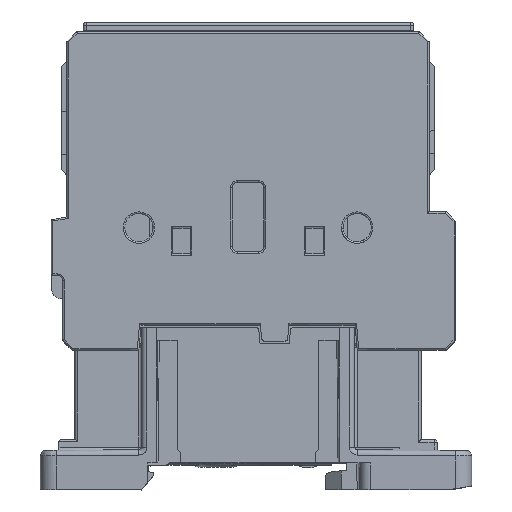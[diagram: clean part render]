
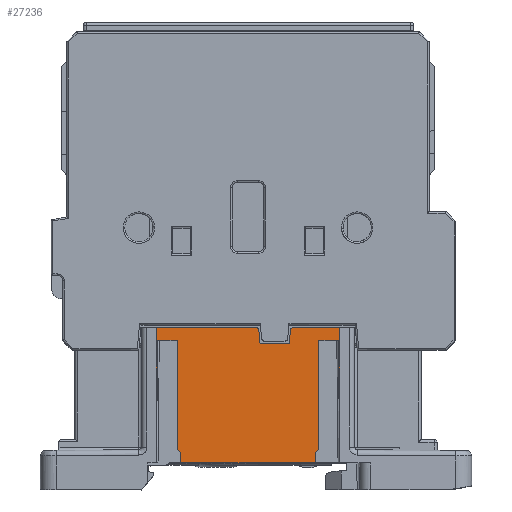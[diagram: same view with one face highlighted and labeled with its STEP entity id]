
A CAD part, top view. The second image highlights one B-rep face of the part: STEP entity #27236.
In plain terms, the highlighted planar face has unit normal (0, -0.009, 1).
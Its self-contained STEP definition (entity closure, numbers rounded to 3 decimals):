
#1183=DIRECTION('',(1.,0.,0.));
#1184=VECTOR('',#1183,25.203);
#1185=CARTESIAN_POINT('',(-33.28,0.682,
22.279));
#1186=LINE('',#1185,#1184);
#5947=CARTESIAN_POINT('',(-18.639,25.625,22.496));
#5948=CARTESIAN_POINT('',(-18.644,25.69,22.497));
#5949=CARTESIAN_POINT('',(-18.678,25.807,22.498));
#5950=CARTESIAN_POINT('',(-18.791,25.959,22.499));
#5951=CARTESIAN_POINT('',(-18.953,26.059,22.5));
#5952=CARTESIAN_POINT('',(-19.072,26.082,22.5));
#5953=CARTESIAN_POINT('',(-19.137,26.082,22.5));
#5981=DIRECTION('',(1.,0.,0.));
#5982=VECTOR('',#5981,18.734);
#5983=CARTESIAN_POINT('',(-37.87,26.082,22.5));
#5984=LINE('',#5983,#5982);
#5988=DIRECTION('',(0.087,-0.996,-0.009));
#5989=VECTOR('',#5988,2.553);
#5990=CARTESIAN_POINT('',(-18.639,25.625,22.496));
#5991=LINE('',#5990,#5989);
#5995=DIRECTION('',(0.087,0.996,0.009));
#5996=VECTOR('',#5995,2.554);
#5997=CARTESIAN_POINT('',(-12.941,23.082,22.474));
#5998=LINE('',#5997,#5996);
#6002=DIRECTION('',(1.,0.,0.));
#6003=VECTOR('',#6002,8.734);
#6004=CARTESIAN_POINT('',(-12.22,26.082,22.5));
#6005=LINE('',#6004,#6003);
#6009=DIRECTION('',(0.,-1.,-0.009));
#6010=VECTOR('',#6009,23.456);
#6011=CARTESIAN_POINT('',(-3.487,26.082,22.5));
#6012=LINE('',#6011,#6010);
#6016=DIRECTION('',(-0.01,1.,0.009));
#6017=VECTOR('',#6016,21.057);
#6018=CARTESIAN_POINT('',(-3.488,2.627,22.295));
#6019=LINE('',#6018,#6017);
#6023=DIRECTION('',(-0.707,-0.708,-0.006));
#6024=VECTOR('',#6023,0.856);
#6025=CARTESIAN_POINT('',(-7.468,3.192,22.3));
#6026=LINE('',#6025,#6024);
#6030=DIRECTION('',(-0.707,0.708,0.006));
#6031=VECTOR('',#6030,0.856);
#6032=CARTESIAN_POINT('',(-33.284,2.586,22.295));
#6033=LINE('',#6032,#6031);
#6037=DIRECTION('',(-0.01,-1.,-0.009));
#6038=VECTOR('',#6037,21.057);
#6039=CARTESIAN_POINT('',(-37.656,23.682,22.479));
#6040=LINE('',#6039,#6038);
#6070=DIRECTION('',(0.,-1.,-0.009));
#6071=VECTOR('',#6070,23.456);
#6072=CARTESIAN_POINT('',(-37.87,26.082,22.5));
#6073=LINE('',#6072,#6071);
#6147=DIRECTION('',(1.,0.,0.));
#6148=VECTOR('',#6147,3.678);
#6149=CARTESIAN_POINT('',(-37.656,23.682,22.479));
#6150=LINE('',#6149,#6148);
#6175=DIRECTION('',(0.004,-1.,-0.009));
#6176=VECTOR('',#6175,20.49);
#6177=CARTESIAN_POINT('',(-33.979,23.682,22.479));
#6178=LINE('',#6177,#6176);
#6196=CARTESIAN_POINT('',(-33.284,2.586,22.295));
#6197=CARTESIAN_POINT('',(-33.283,2.374,22.293));
#6198=CARTESIAN_POINT('',(-33.285,1.952,22.289));
#6199=CARTESIAN_POINT('',(-33.28,1.316,22.284));
#6200=CARTESIAN_POINT('',(-33.281,0.893,
22.281));
#6201=CARTESIAN_POINT('',(-33.28,0.682,
22.279));
#13693=DIRECTION('',(1.,0.,0.));
#13694=VECTOR('',#13693,3.678);
#13695=CARTESIAN_POINT('',(-7.379,23.682,
22.479));
#13696=LINE('',#13695,#13694);
#13742=CARTESIAN_POINT('',(-8.077,0.682,
22.279));
#13743=CARTESIAN_POINT('',(-8.076,0.893,
22.281));
#13744=CARTESIAN_POINT('',(-8.077,1.316,
22.284));
#13745=CARTESIAN_POINT('',(-8.072,1.952,
22.289));
#13746=CARTESIAN_POINT('',(-8.074,2.374,
22.293));
#13747=CARTESIAN_POINT('',(-8.073,2.586,
22.295));
#13794=DIRECTION('',(0.004,1.,0.009));
#13795=VECTOR('',#13794,20.49);
#13796=CARTESIAN_POINT('',(-7.468,3.192,
22.3));
#13797=LINE('',#13796,#13795);
#13836=CARTESIAN_POINT('',(-12.22,26.082,
22.5));
#13837=CARTESIAN_POINT('',(-12.285,26.082,
22.5));
#13838=CARTESIAN_POINT('',(-12.405,26.059,
22.5));
#13839=CARTESIAN_POINT('',(-12.566,25.959,
22.499));
#13840=CARTESIAN_POINT('',(-12.679,25.807,
22.498));
#13841=CARTESIAN_POINT('',(-12.713,25.69,
22.497));
#13842=CARTESIAN_POINT('',(-12.719,25.626,
22.496));
#13868=DIRECTION('',(-1.,0.,0.));
#13869=VECTOR('',#13868,5.475);
#13870=CARTESIAN_POINT('',(-12.941,23.082,
22.474));
#13871=LINE('',#13870,#13869);
#19366=CARTESIAN_POINT('',(-33.28,0.682,
22.279));
#19367=VERTEX_POINT('',#19366);
#19368=CARTESIAN_POINT('',(-8.077,0.682,
22.279));
#19369=VERTEX_POINT('',#19368);
#20219=CARTESIAN_POINT('',(-19.137,26.082,
22.5));
#20220=VERTEX_POINT('',#20219);
#20221=CARTESIAN_POINT('',(-37.87,26.082,
22.5));
#20222=VERTEX_POINT('',#20221);
#20225=VERTEX_POINT('',#5947);
#20226=CARTESIAN_POINT('',(-37.869,2.627,
22.295));
#20227=VERTEX_POINT('',#20226);
#20228=CARTESIAN_POINT('',(-18.416,23.082,
22.474));
#20229=VERTEX_POINT('',#20228);
#20230=CARTESIAN_POINT('',(-12.941,23.082,
22.474));
#20231=VERTEX_POINT('',#20230);
#20232=CARTESIAN_POINT('',(-12.719,25.626,
22.496));
#20233=VERTEX_POINT('',#20232);
#20234=VERTEX_POINT('',#13836);
#20235=CARTESIAN_POINT('',(-3.487,26.082,
22.5));
#20236=VERTEX_POINT('',#20235);
#20237=CARTESIAN_POINT('',(-3.488,2.627,
22.295));
#20238=VERTEX_POINT('',#20237);
#20239=CARTESIAN_POINT('',(-3.701,23.682,
22.479));
#20240=VERTEX_POINT('',#20239);
#20241=CARTESIAN_POINT('',(-7.379,23.682,
22.479));
#20242=VERTEX_POINT('',#20241);
#20243=CARTESIAN_POINT('',(-7.468,3.192,
22.3));
#20244=VERTEX_POINT('',#20243);
#20245=CARTESIAN_POINT('',(-8.073,2.586,
22.295));
#20246=VERTEX_POINT('',#20245);
#20247=VERTEX_POINT('',#6196);
#20248=CARTESIAN_POINT('',(-33.889,3.192,
22.3));
#20249=VERTEX_POINT('',#20248);
#20250=CARTESIAN_POINT('',(-33.979,23.682,
22.479));
#20251=VERTEX_POINT('',#20250);
#20252=CARTESIAN_POINT('',(-37.656,23.682,
22.479));
#20253=VERTEX_POINT('',#20252);
#27192=CARTESIAN_POINT('',(-20.679,13.382,
22.389));
#27193=DIRECTION('',(0.,-0.009,1.));
#27194=DIRECTION('',(0.,-1.,-0.009));
#27195=AXIS2_PLACEMENT_3D('',#27192,#27193,#27194);
#27196=PLANE('',#27195);
#27198=ORIENTED_EDGE('',*,*,#27197,.F.);
#27199=ORIENTED_EDGE('',*,*,#27155,.T.);
#27200=ORIENTED_EDGE('',*,*,#27176,.F.);
#27202=ORIENTED_EDGE('',*,*,#27201,.T.);
#27204=ORIENTED_EDGE('',*,*,#27203,.F.);
#27206=ORIENTED_EDGE('',*,*,#27205,.T.);
#27208=ORIENTED_EDGE('',*,*,#27207,.F.);
#27210=ORIENTED_EDGE('',*,*,#27209,.T.);
#27212=ORIENTED_EDGE('',*,*,#27211,.T.);
#27214=ORIENTED_EDGE('',*,*,#27213,.T.);
#27216=ORIENTED_EDGE('',*,*,#27215,.F.);
#27218=ORIENTED_EDGE('',*,*,#27217,.F.);
#27220=ORIENTED_EDGE('',*,*,#27219,.T.);
#27222=ORIENTED_EDGE('',*,*,#27221,.F.);
#27223=ORIENTED_EDGE('',*,*,#22307,.F.);
#27225=ORIENTED_EDGE('',*,*,#27224,.F.);
#27227=ORIENTED_EDGE('',*,*,#27226,.T.);
#27229=ORIENTED_EDGE('',*,*,#27228,.F.);
#27231=ORIENTED_EDGE('',*,*,#27230,.F.);
#27233=ORIENTED_EDGE('',*,*,#27232,.T.);
#27234=EDGE_LOOP('',(#27198,#27199,#27200,#27202,#27204,#27206,#27208,#27210,
#27212,#27214,#27216,#27218,#27220,#27222,#27223,#27225,#27227,#27229,#27231,
#27233));
#27235=FACE_OUTER_BOUND('',#27234,.F.);
#5954=B_SPLINE_CURVE_WITH_KNOTS('',3,(#5947,#5948,#5949,#5950,#5951,#5952,
#5953),.UNSPECIFIED.,.F.,.F.,(4,1,1,1,4),(0.,0.25,0.5,0.75,1.),
.UNSPECIFIED.);
#6202=B_SPLINE_CURVE_WITH_KNOTS('',3,(#6196,#6197,#6198,#6199,#6200,#6201),
.UNSPECIFIED.,.F.,.F.,(4,1,1,4),(0.,0.333,0.667,1.),
.UNSPECIFIED.);
#13748=B_SPLINE_CURVE_WITH_KNOTS('',3,(#13742,#13743,#13744,#13745,#13746,
#13747),.UNSPECIFIED.,.F.,.F.,(4,1,1,4),(0.,0.333,
0.667,1.),.UNSPECIFIED.);
#13843=B_SPLINE_CURVE_WITH_KNOTS('',3,(#13836,#13837,#13838,#13839,#13840,
#13841,#13842),.UNSPECIFIED.,.F.,.F.,(4,1,1,1,4),(0.,0.25,0.5,0.75,
1.),.UNSPECIFIED.);
#22307=EDGE_CURVE('',#19367,#19369,#1186,.T.);
#27155=EDGE_CURVE('',#20222,#20220,#5984,.T.);
#27176=EDGE_CURVE('',#20225,#20220,#5954,.T.);
#27197=EDGE_CURVE('',#20222,#20227,#6073,.T.);
#27201=EDGE_CURVE('',#20225,#20229,#5991,.T.);
#27203=EDGE_CURVE('',#20231,#20229,#13871,.T.);
#27205=EDGE_CURVE('',#20231,#20233,#5998,.T.);
#27207=EDGE_CURVE('',#20234,#20233,#13843,.T.);
#27209=EDGE_CURVE('',#20234,#20236,#6005,.T.);
#27211=EDGE_CURVE('',#20236,#20238,#6012,.T.);
#27213=EDGE_CURVE('',#20238,#20240,#6019,.T.);
#27215=EDGE_CURVE('',#20242,#20240,#13696,.T.);
#27217=EDGE_CURVE('',#20244,#20242,#13797,.T.);
#27219=EDGE_CURVE('',#20244,#20246,#6026,.T.);
#27221=EDGE_CURVE('',#19369,#20246,#13748,.T.);
#27224=EDGE_CURVE('',#20247,#19367,#6202,.T.);
#27226=EDGE_CURVE('',#20247,#20249,#6033,.T.);
#27228=EDGE_CURVE('',#20251,#20249,#6178,.T.);
#27230=EDGE_CURVE('',#20253,#20251,#6150,.T.);
#27232=EDGE_CURVE('',#20253,#20227,#6040,.T.);
#27236=ADVANCED_FACE('',(#27235),#27196,.T.);
